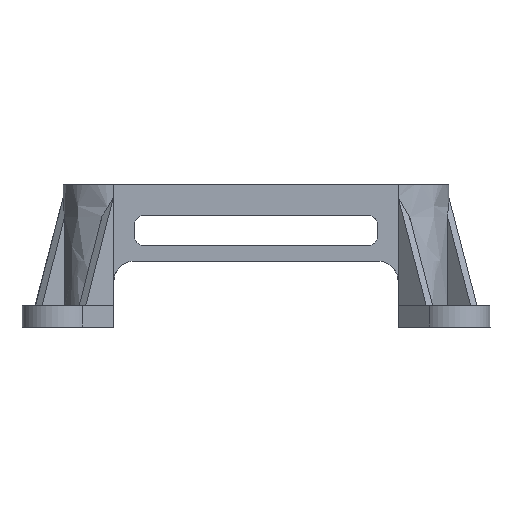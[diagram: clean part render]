
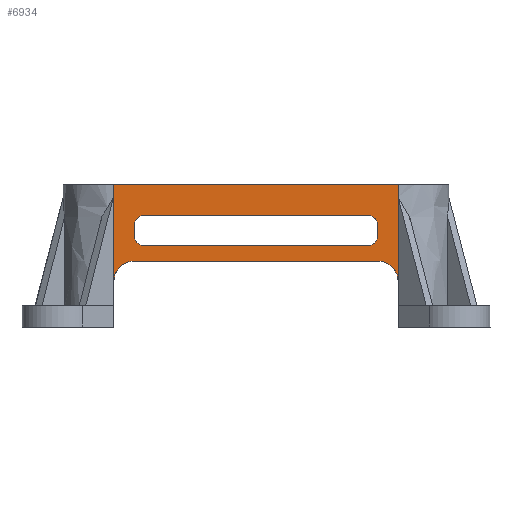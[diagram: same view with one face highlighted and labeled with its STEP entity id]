
A CAD part, front view. The second image highlights one B-rep face of the part: STEP entity #6934.
In plain terms, the highlighted free-form (B-spline) face has degree [1, 1] with [2, 2] control points.
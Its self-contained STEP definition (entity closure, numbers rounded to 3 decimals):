
#3999 = VERTEX_POINT('',#4000);
#4000 = CARTESIAN_POINT('',(12.411,-16.844,
    4.876));
#4179 = VERTEX_POINT('',#4180);
#4180 = CARTESIAN_POINT('',(-12.411,-16.844,
    4.876));
#4199 = VERTEX_POINT('',#4200);
#4200 = CARTESIAN_POINT('',(-10.638,-16.844,
    6.649));
#4214 = EDGE_CURVE('',#4179,#4199,#4215,.T.);
#4215 = ( BOUNDED_CURVE() B_SPLINE_CURVE(2,(#4216,#4217,#4218),
.UNSPECIFIED.,.F.,.F.) B_SPLINE_CURVE_WITH_KNOTS((3,3),(4.712,
6.283),.PIECEWISE_BEZIER_KNOTS.) CURVE() 
GEOMETRIC_REPRESENTATION_ITEM() RATIONAL_B_SPLINE_CURVE((1.,
0.707,1.)) REPRESENTATION_ITEM('') );
#4216 = CARTESIAN_POINT('',(-12.411,-16.844,
    4.876));
#4217 = CARTESIAN_POINT('',(-12.411,-16.844,
    6.649));
#4218 = CARTESIAN_POINT('',(-10.638,-16.844,
    6.649));
#4239 = VERTEX_POINT('',#4240);
#4240 = CARTESIAN_POINT('',(10.638,-16.844,
    6.649));
#4245 = EDGE_CURVE('',#4199,#4239,#4246,.T.);
#4246 = B_SPLINE_CURVE_WITH_KNOTS('',1,(#4247,#4248),.UNSPECIFIED.,.F.,
  .F.,(2,2),(-12.,12.),.PIECEWISE_BEZIER_KNOTS.);
#4247 = CARTESIAN_POINT('',(-10.638,-16.844,
    6.649));
#4248 = CARTESIAN_POINT('',(10.638,-16.844,
    6.649));
#4266 = EDGE_CURVE('',#4239,#3999,#4267,.T.);
#4267 = ( BOUNDED_CURVE() B_SPLINE_CURVE(2,(#4268,#4269,#4270),
.UNSPECIFIED.,.F.,.F.) B_SPLINE_CURVE_WITH_KNOTS((3,3),(0.,
1.571),.PIECEWISE_BEZIER_KNOTS.) CURVE() 
GEOMETRIC_REPRESENTATION_ITEM() RATIONAL_B_SPLINE_CURVE((1.,
0.707,1.)) REPRESENTATION_ITEM('') );
#4268 = CARTESIAN_POINT('',(10.638,-16.844,
    6.649));
#4269 = CARTESIAN_POINT('',(12.411,-16.844,
    6.649));
#4270 = CARTESIAN_POINT('',(12.411,-16.844,
    4.876));
#4285 = VERTEX_POINT('',#4286);
#4286 = CARTESIAN_POINT('',(-10.638,-16.844,
    8.865));
#4300 = VERTEX_POINT('',#4301);
#4301 = CARTESIAN_POINT('',(-9.752,-16.844,
    7.979));
#4306 = EDGE_CURVE('',#4300,#4285,#4307,.T.);
#4307 = ( BOUNDED_CURVE() B_SPLINE_CURVE(2,(#4308,#4309,#4310),
.UNSPECIFIED.,.F.,.F.) B_SPLINE_CURVE_WITH_KNOTS((3,3),(0.,
1.571),.PIECEWISE_BEZIER_KNOTS.) CURVE() 
GEOMETRIC_REPRESENTATION_ITEM() RATIONAL_B_SPLINE_CURVE((1.,
0.707,1.)) REPRESENTATION_ITEM('') );
#4308 = CARTESIAN_POINT('',(-9.752,-16.844,
    7.979));
#4309 = CARTESIAN_POINT('',(-10.638,-16.844,
    7.979));
#4310 = CARTESIAN_POINT('',(-10.638,-16.844,
    8.865));
#4322 = EDGE_CURVE('',#4285,#4323,#4325,.T.);
#4323 = VERTEX_POINT('',#4324);
#4324 = CARTESIAN_POINT('',(-10.638,-16.844,
    9.752));
#4325 = B_SPLINE_CURVE_WITH_KNOTS('',1,(#4326,#4327),.UNSPECIFIED.,.F.,
  .F.,(2,2),(4.75,5.75),.PIECEWISE_BEZIER_KNOTS.);
#4326 = CARTESIAN_POINT('',(-10.638,-16.844,
    8.865));
#4327 = CARTESIAN_POINT('',(-10.638,-16.844,
    9.752));
#4353 = VERTEX_POINT('',#4354);
#4354 = CARTESIAN_POINT('',(-9.752,-16.844,
    10.638));
#4366 = EDGE_CURVE('',#4323,#4353,#4367,.T.);
#4367 = ( BOUNDED_CURVE() B_SPLINE_CURVE(2,(#4368,#4369,#4370),
.UNSPECIFIED.,.F.,.F.) B_SPLINE_CURVE_WITH_KNOTS((3,3),(4.712,
6.283),.PIECEWISE_BEZIER_KNOTS.) CURVE() 
GEOMETRIC_REPRESENTATION_ITEM() RATIONAL_B_SPLINE_CURVE((1.,
0.707,1.)) REPRESENTATION_ITEM('') );
#4368 = CARTESIAN_POINT('',(-10.638,-16.844,
    9.752));
#4369 = CARTESIAN_POINT('',(-10.638,-16.844,
    10.638));
#4370 = CARTESIAN_POINT('',(-9.752,-16.844,
    10.638));
#4382 = EDGE_CURVE('',#4353,#4383,#4385,.T.);
#4383 = VERTEX_POINT('',#4384);
#4384 = CARTESIAN_POINT('',(9.752,-16.844,
    10.638));
#4385 = B_SPLINE_CURVE_WITH_KNOTS('',1,(#4386,#4387),.UNSPECIFIED.,.F.,
  .F.,(2,2),(-11.,11.),.PIECEWISE_BEZIER_KNOTS.);
#4386 = CARTESIAN_POINT('',(-9.752,-16.844,
    10.638));
#4387 = CARTESIAN_POINT('',(9.752,-16.844,
    10.638));
#4413 = VERTEX_POINT('',#4414);
#4414 = CARTESIAN_POINT('',(10.639,-16.844,
    9.752));
#4426 = EDGE_CURVE('',#4383,#4413,#4427,.T.);
#4427 = ( BOUNDED_CURVE() B_SPLINE_CURVE(2,(#4428,#4429,#4430),
.UNSPECIFIED.,.F.,.F.) B_SPLINE_CURVE_WITH_KNOTS((3,3),(0.,
1.571),.PIECEWISE_BEZIER_KNOTS.) CURVE() 
GEOMETRIC_REPRESENTATION_ITEM() RATIONAL_B_SPLINE_CURVE((1.,
0.707,1.)) REPRESENTATION_ITEM('') );
#4428 = CARTESIAN_POINT('',(9.752,-16.844,
    10.638));
#4429 = CARTESIAN_POINT('',(10.639,-16.844,
    10.638));
#4430 = CARTESIAN_POINT('',(10.639,-16.844,
    9.752));
#4442 = EDGE_CURVE('',#4413,#4443,#4445,.T.);
#4443 = VERTEX_POINT('',#4444);
#4444 = CARTESIAN_POINT('',(10.639,-16.844,
    8.865));
#4445 = B_SPLINE_CURVE_WITH_KNOTS('',1,(#4446,#4447),.UNSPECIFIED.,.F.,
  .F.,(2,2),(-5.75,-4.75),.PIECEWISE_BEZIER_KNOTS.);
#4446 = CARTESIAN_POINT('',(10.639,-16.844,
    9.752));
#4447 = CARTESIAN_POINT('',(10.639,-16.844,
    8.865));
#4473 = VERTEX_POINT('',#4474);
#4474 = CARTESIAN_POINT('',(9.752,-16.844,
    7.979));
#4486 = EDGE_CURVE('',#4443,#4473,#4487,.T.);
#4487 = ( BOUNDED_CURVE() B_SPLINE_CURVE(2,(#4488,#4489,#4490),
.UNSPECIFIED.,.F.,.F.) B_SPLINE_CURVE_WITH_KNOTS((3,3),(0.,
1.571),.PIECEWISE_BEZIER_KNOTS.) CURVE() 
GEOMETRIC_REPRESENTATION_ITEM() RATIONAL_B_SPLINE_CURVE((1.,
0.707,1.)) REPRESENTATION_ITEM('') );
#4488 = CARTESIAN_POINT('',(10.639,-16.844,
    8.865));
#4489 = CARTESIAN_POINT('',(10.639,-16.844,
    7.979));
#4490 = CARTESIAN_POINT('',(9.752,-16.844,
    7.979));
#4502 = EDGE_CURVE('',#4473,#4300,#4503,.T.);
#4503 = B_SPLINE_CURVE_WITH_KNOTS('',1,(#4504,#4505),.UNSPECIFIED.,.F.,
  .F.,(2,2),(-11.,11.),.PIECEWISE_BEZIER_KNOTS.);
#4504 = CARTESIAN_POINT('',(9.752,-16.844,
    7.979));
#4505 = CARTESIAN_POINT('',(-9.752,-16.844,
    7.979));
#6907 = VERTEX_POINT('',#6908);
#6908 = CARTESIAN_POINT('',(12.411,-16.844,
    13.298));
#6914 = EDGE_CURVE('',#3999,#6907,#6915,.T.);
#6915 = B_SPLINE_CURVE_WITH_KNOTS('',1,(#6916,#6917),.UNSPECIFIED.,.F.,
  .F.,(2,2),(5.5,15.),.PIECEWISE_BEZIER_KNOTS.);
#6916 = CARTESIAN_POINT('',(12.411,-16.844,
    4.876));
#6917 = CARTESIAN_POINT('',(12.411,-16.844,
    13.298));
#6934 = ADVANCED_FACE('',(#6935,#6945),#6963,.T.);
#6935 = FACE_BOUND('',#6936,.T.);
#6936 = EDGE_LOOP('',(#6937,#6938,#6939,#6940,#6941,#6942,#6943,#6944));
#6937 = ORIENTED_EDGE('',*,*,#4502,.T.);
#6938 = ORIENTED_EDGE('',*,*,#4306,.T.);
#6939 = ORIENTED_EDGE('',*,*,#4322,.T.);
#6940 = ORIENTED_EDGE('',*,*,#4366,.T.);
#6941 = ORIENTED_EDGE('',*,*,#4382,.T.);
#6942 = ORIENTED_EDGE('',*,*,#4426,.T.);
#6943 = ORIENTED_EDGE('',*,*,#4442,.T.);
#6944 = ORIENTED_EDGE('',*,*,#4486,.T.);
#6945 = FACE_BOUND('',#6946,.T.);
#6946 = EDGE_LOOP('',(#6947,#6948,#6955,#6960,#6961,#6962));
#6947 = ORIENTED_EDGE('',*,*,#6914,.T.);
#6948 = ORIENTED_EDGE('',*,*,#6949,.T.);
#6949 = EDGE_CURVE('',#6907,#6950,#6952,.T.);
#6950 = VERTEX_POINT('',#6951);
#6951 = CARTESIAN_POINT('',(-12.411,-16.844,
    13.298));
#6952 = B_SPLINE_CURVE_WITH_KNOTS('',1,(#6953,#6954),.UNSPECIFIED.,.F.,
  .F.,(2,2),(-28.,0.),.PIECEWISE_BEZIER_KNOTS.);
#6953 = CARTESIAN_POINT('',(12.411,-16.844,
    13.298));
#6954 = CARTESIAN_POINT('',(-12.411,-16.844,
    13.298));
#6955 = ORIENTED_EDGE('',*,*,#6956,.F.);
#6956 = EDGE_CURVE('',#4179,#6950,#6957,.T.);
#6957 = B_SPLINE_CURVE_WITH_KNOTS('',1,(#6958,#6959),.UNSPECIFIED.,.F.,
  .F.,(2,2),(5.5,15.),.PIECEWISE_BEZIER_KNOTS.);
#6958 = CARTESIAN_POINT('',(-12.411,-16.844,
    4.876));
#6959 = CARTESIAN_POINT('',(-12.411,-16.844,
    13.298));
#6960 = ORIENTED_EDGE('',*,*,#4214,.T.);
#6961 = ORIENTED_EDGE('',*,*,#4245,.T.);
#6962 = ORIENTED_EDGE('',*,*,#4266,.T.);
#6963 = B_SPLINE_SURFACE_WITH_KNOTS('',1,1,(
    (#6964,#6965)
    ,(#6966,#6967
    )),.UNSPECIFIED.,.F.,.F.,.F.,(2,2),(2,2),(-14.,
    14.),(5.5,15.),.PIECEWISE_BEZIER_KNOTS.);
#6964 = CARTESIAN_POINT('',(-12.411,-16.844,
    4.876));
#6965 = CARTESIAN_POINT('',(-12.411,-16.844,
    13.298));
#6966 = CARTESIAN_POINT('',(12.411,-16.844,
    4.876));
#6967 = CARTESIAN_POINT('',(12.411,-16.844,
    13.298));
